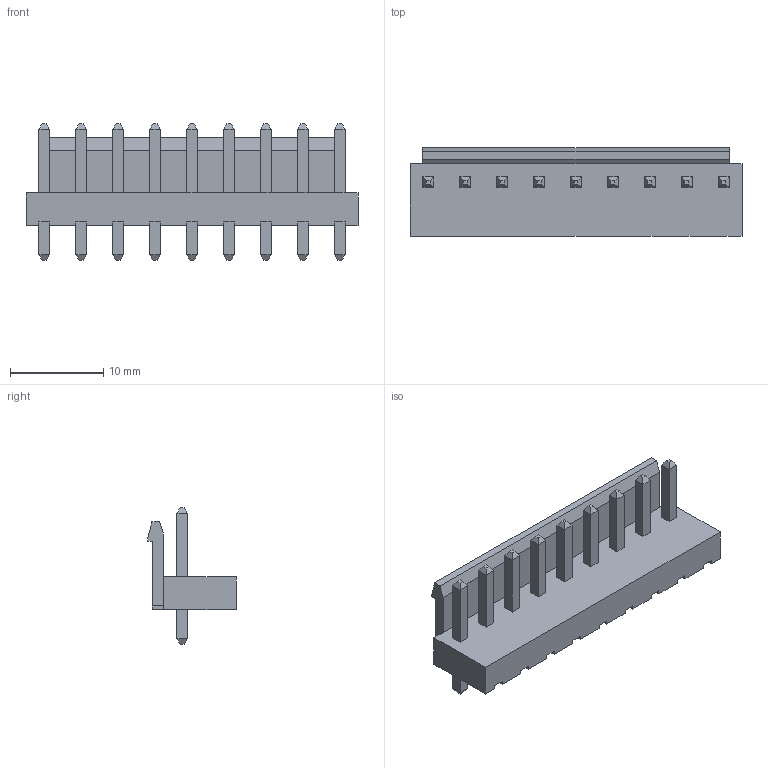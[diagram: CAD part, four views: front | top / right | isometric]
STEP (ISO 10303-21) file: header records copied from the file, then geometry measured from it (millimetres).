
FILE_DESCRIPTION(('FreeCAD Model'),'2;1');
FILE_NAME('B9B-VH.step', '2019-08-19T00:59:02',('Author'),(''), 'Open CASCADE STEP processor 6.8','FreeCAD','Unknown');
FILE_SCHEMA(('AUTOMOTIVE_DESIGN_CC2 { 1 2 10303 214 -1 1 5 4 }'));
Length unit declared in the file: millimetre
Products named in the file (1): B9B-VH
Bounding box: 35.58 x 9.5 x 14.6 mm (x, y, z)
Volume: 1444.2 mm3; surface area: 1837 mm2
Topology: 1 solids, 1 shells, 241 faces, 578 edges, 348 vertices
Faces by surface type: plane 241
Entity records: 8396 total; most frequent: CARTESIAN_POINT 1168, ORIENTED_EDGE 1156, DIRECTION 1062, EDGE_CURVE 578, LINE 578, VECTOR 578, VERTEX_POINT 348, FACE_BOUND 250
